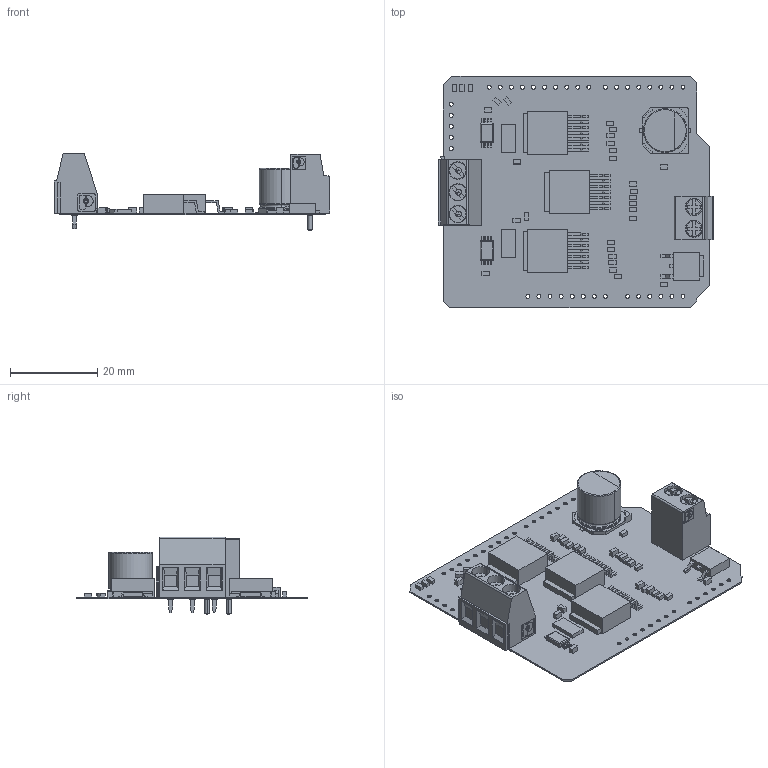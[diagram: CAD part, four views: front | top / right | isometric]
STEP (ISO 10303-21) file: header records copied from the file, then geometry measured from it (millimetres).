
FILE_DESCRIPTION(('Open CASCADE Model'),'2;1');
FILE_NAME('Open CASCADE Shape Model','2021-05-06T09:15:27',('Author'),( 'Open CASCADE'),'Open CASCADE STEP processor 6.8','Open CASCADE 6.8' ,'Unknown');
FILE_SCHEMA(('AUTOMOTIVE_DESIGN { 1 0 10303 214 1 1 1 1 }'));
Length unit declared in the file: millimetre
Products named in the file (64): PCB; Board; C_O3; 5903694144; Extruded; C_O1; C_O2; 7472222976; RSDA; 7913741504; RSCL; CL; L1; l7805; RL; 5903693952; RPC; 5903694528; RPB; RPA; R_CS3; 5903694336; R_CS1; INA3; ina240; INA1; CBY3; CBY1; CAP_PWR; User_Library-cap_10x10x10-1; can_10x10_1; foot_cap_10x10_1; alelcap_sm10x10_1; R_SR3; R_SR2; R_SR1; C_SR3; C_SR2; C_SR1; R_IS3 ...
Assembly tree (93 placements, depth 4):
  PCB
    Board
    C_O3
      5903694144
        Extruded
    C_O1
      5903694144
        Extruded
    C_O2
      7472222976
        Extruded
    RSDA
      7913741504
        Extruded
    RSCL
      7913741504
        Extruded
    CL
      5903694144
        Extruded
    L1
      l7805
    RL
      5903693952
        Extruded
    RPC
      5903694528
        Extruded
    RPB
      5903694528
        Extruded
    RPA
      5903694528
        Extruded
    R_CS3
      5903694336
        Extruded
    R_CS1
      5903694336
        Extruded
    INA3
      ina240
    INA1
      ina240
    CBY3
      5903694144
        Extruded
    CBY1
      5903694144
        Extruded
    CAP_PWR
      User_Library-cap_10x10x10-1
        can_10x10_1
        foot_cap_10x10_1  x2
        alelcap_sm10x10_1
    R_SR3
      5903693952
        Extruded
    R_SR2
      5903693952
Bounding box: 63.07 x 53 x 17.85 mm (x, y, z)
Volume: 6171.8 mm3; surface area: 11918.3 mm2
Topology: 49 solids, 49 shells, 1099 faces, 2725 edges, 1792 vertices
Faces by surface type: plane 905, cylinder 172, bspline 10, cone 8, torus 4
Full cylindrical faces by diameter (mm): 0.9 x37, 1.5 x5
Entity records: 26670 total; most frequent: CARTESIAN_POINT 4122, DIRECTION 3703, ORIENTED_EDGE 3576, EDGE_CURVE 1788, LINE 1369, VECTOR 1369, VERTEX_POINT 1170, AXIS2_PLACEMENT_3D 1167
